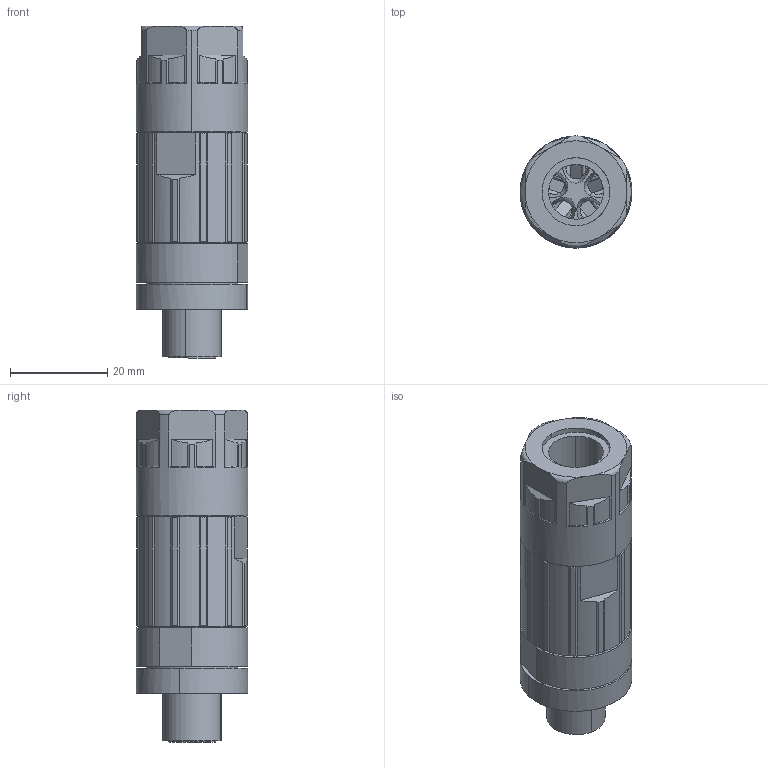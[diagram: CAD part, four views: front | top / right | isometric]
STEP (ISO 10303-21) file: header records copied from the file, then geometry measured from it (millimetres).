
FILE_DESCRIPTION(('CATIA V5 STEP Exchange','CAx-IF Rec.Pracs.--- Model Styling and Organization---1.5--- 2016-08-15','CAx-IF Rec.Pracs.---Supplemental Geometry---1.0---2011-11-01','CAx-IF Rec.Pracs.--- Composite Materials ---1.1---2010-07-15'),'2;1');
FILE_NAME ('2117608-2_0', '2025-10-29T07:07:12+00:00', ('none'), ('Weidmueller'), 'CATIA Version 5-6 Release 2024 SP4', 'CATIA V5 STEP AP214 v3', 'none');
FILE_SCHEMA(('AUTOMOTIVE_DESIGN { 1 0 10303 214 1 1 1 1 }'));
Length unit declared in the file: millimetre
Products named in the file (1): 3119500000
Bounding box: 23 x 23 x 68.35 mm (x, y, z)
Volume: 17692.2 mm3; surface area: 10943.2 mm2
Topology: 1 solids, 1 shells, 614 faces, 1733 edges, 1159 vertices
Faces by surface type: plane 306, cylinder 204, cone 57, torus 26, extrusion 17, bspline 4
Entity records: 21489 total; most frequent: CARTESIAN_POINT 6883, ORIENTED_EDGE 3466, DIRECTION 2173, EDGE_CURVE 1733, VERTEX_POINT 1159, VECTOR 903, LINE 886, AXIS2_PLACEMENT_3D 833
